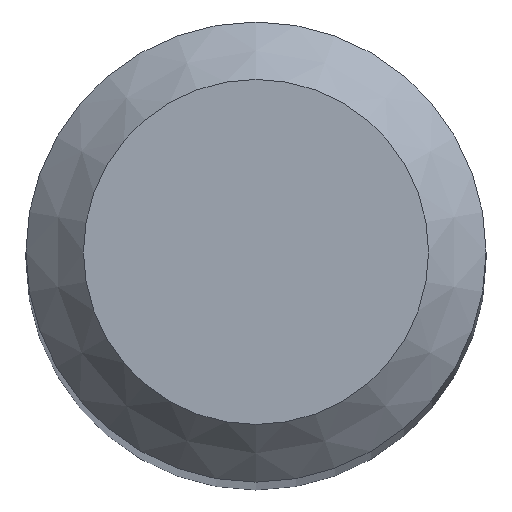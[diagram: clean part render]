
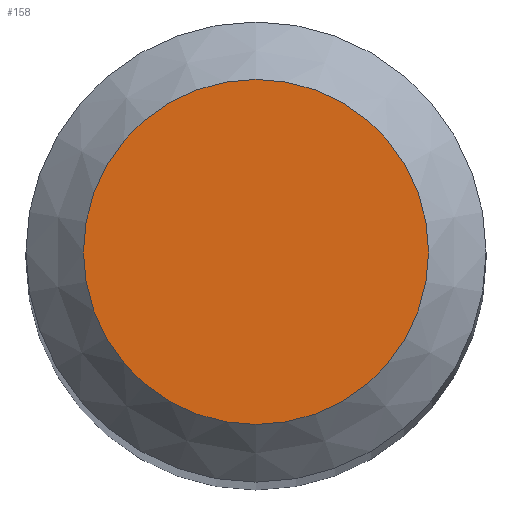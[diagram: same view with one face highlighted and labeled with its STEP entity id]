
A CAD part, top view. The second image highlights one B-rep face of the part: STEP entity #158.
In plain terms, the highlighted planar face has unit normal (0, 0, 1).
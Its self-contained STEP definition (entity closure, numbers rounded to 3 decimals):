
#14 = FACE_OUTER_BOUND ( 'NONE', #212, .T. ) ;
#26 = AXIS2_PLACEMENT_3D ( 'NONE', #157, #35, #82 ) ;
#35 = DIRECTION ( 'NONE',  ( 0., 0., -1. ) ) ;
#55 = CARTESIAN_POINT ( 'NONE',  ( 0., 0., 66. ) ) ;
#57 = DIRECTION ( 'NONE',  ( 0., 0., -1. ) ) ;
#82 = DIRECTION ( 'NONE',  ( 0., 1., 0. ) ) ;
#110 = CIRCLE ( 'NONE', #134, 1.5 ) ;
#121 = EDGE_CURVE ( 'NONE', #163, #163, #110, .T. ) ;
#134 = AXIS2_PLACEMENT_3D ( 'NONE', #55, #57, #239 ) ;
#157 = CARTESIAN_POINT ( 'NONE',  ( 0., 0., 66. ) ) ;
#158 = ADVANCED_FACE ( 'NONE', ( #14 ), #175, .F. ) ;
#163 = VERTEX_POINT ( 'NONE', #226 ) ;
#175 = PLANE ( 'NONE',  #26 ) ;
#189 = ORIENTED_EDGE ( 'NONE', *, *, #121, .F. ) ;
#212 = EDGE_LOOP ( 'NONE', ( #189 ) ) ;
#226 = CARTESIAN_POINT ( 'NONE',  ( 0., 1.5, 66. ) ) ;
#239 = DIRECTION ( 'NONE',  ( 0., 1., 0. ) ) ;
